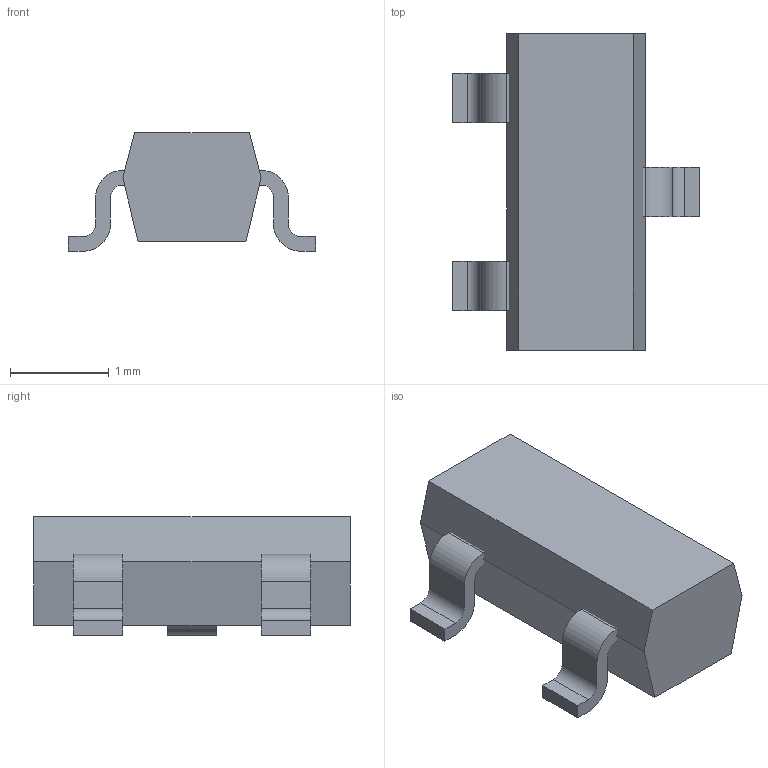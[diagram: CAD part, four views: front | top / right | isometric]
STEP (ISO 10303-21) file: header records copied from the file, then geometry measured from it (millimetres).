
FILE_DESCRIPTION (( 'STEP AP214' ), '1' );
FILE_NAME ('SOT-23-3.STEP', '2011-11-26T23:48:48', ( '' ), ( '' ), 'SwSTEP 2.0', 'SolidWorks 2011', '' );
FILE_SCHEMA (( 'AUTOMOTIVE_DESIGN' ));
Length unit declared in the file: millimetre
Products named in the file (3): SOT-23-3; SOT-CASE_Default; SOT-PIN_Default
Assembly tree (4 placements, depth 2):
  SOT-23-3
    SOT-PIN_Default  x3
    SOT-CASE_Default
Bounding box: 2.5 x 3.2 x 1.2 mm (x, y, z)
Volume: 4.8 mm3; surface area: 24.5 mm2
Topology: 4 solids, 4 shells, 50 faces, 126 edges, 84 vertices
Faces by surface type: plane 38, cylinder 12
Entity records: 860 total; most frequent: DIRECTION 120, CARTESIAN_POINT 119, ORIENTED_EDGE 108, EDGE_CURVE 54, LINE 46, VECTOR 46, AXIS2_PLACEMENT_3D 37, VERTEX_POINT 36
